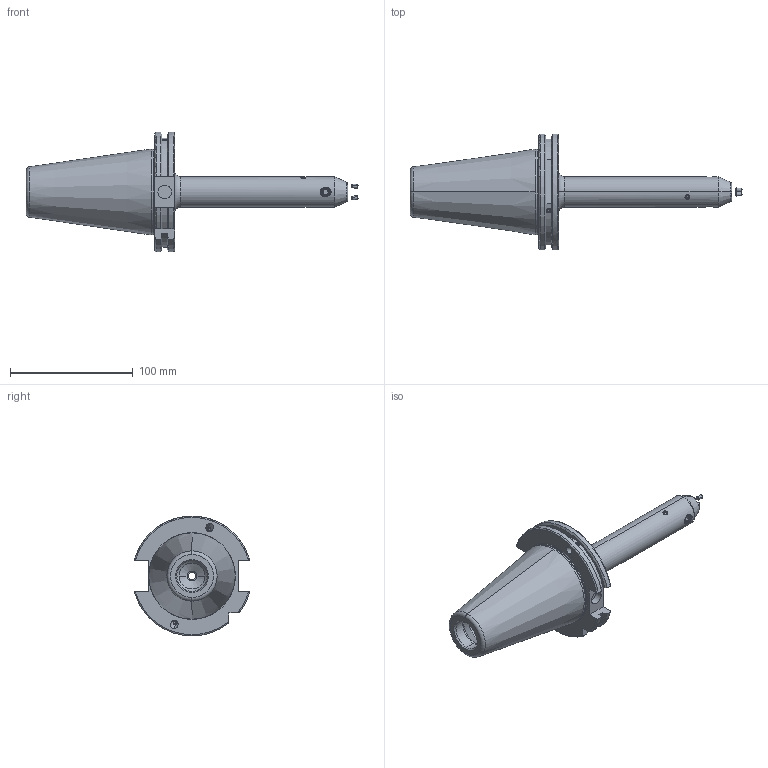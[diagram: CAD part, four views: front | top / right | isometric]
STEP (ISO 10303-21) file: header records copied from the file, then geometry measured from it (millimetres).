
FILE_DESCRIPTION (( 'STEP AP203' ), '1' );
FILE_NAME ('91506-WK206160.STEP', '2017-11-04T12:26:45', ( '' ), ( '' ), 'SwSTEP 2.0', 'SolidWorks 2009', '' );
FILE_SCHEMA (( 'CONFIG_CONTROL_DESIGN' ));
Length unit declared in the file: millimetre
Products named in the file (5): M3X5_DIN 913 - M3 x 5-N; SK50EK06160FWW; 91506-WK206160; Copy of M4X4_DIN 913 - M4 x 4-N; M6X10._DIN 913 - M8 x 8-N
Assembly tree (8 placements, depth 2):
  91506-WK206160
    Copy of M4X4_DIN 913 - M4 x 4-N  x4
    M6X10._DIN 913 - M8 x 8-N
    SK50EK06160FWW
    M3X5_DIN 913 - M3 x 5-N  x2
Bounding box: 270.16 x 94.05 x 97.5 mm (x, y, z)
Volume: 395782.1 mm3; surface area: 58432.1 mm2
Topology: 8 solids, 8 shells, 240 faces, 591 edges, 372 vertices
Faces by surface type: plane 89, cylinder 73, cone 54, torus 22, sphere 2
Entity records: 7035 total; most frequent: CARTESIAN_POINT 2056, ORIENTED_EDGE 926, DIRECTION 910, EDGE_CURVE 463, AXIS2_PLACEMENT_3D 358, VERTEX_POINT 292, EDGE_LOOP 201, VECTOR 194
